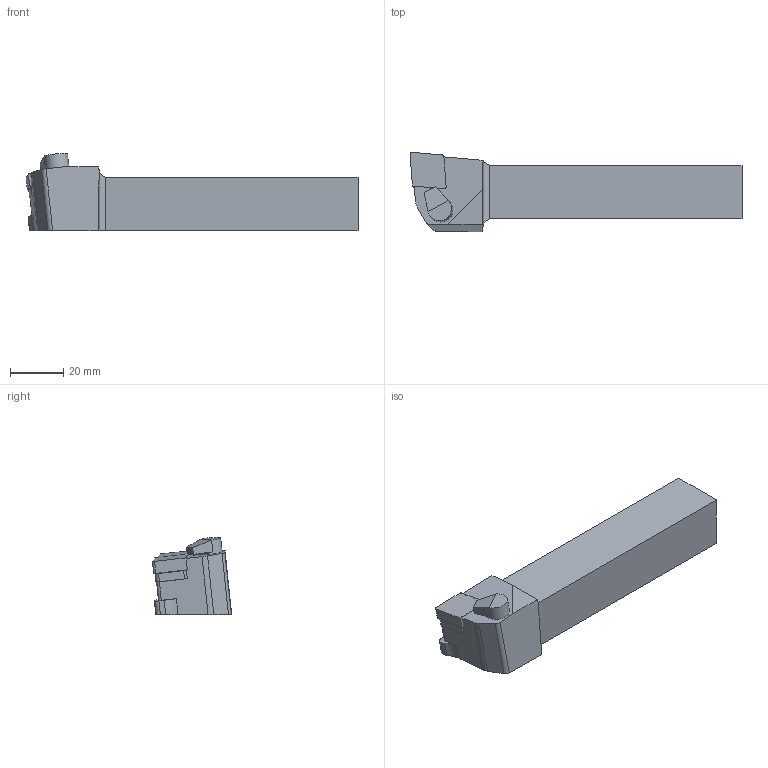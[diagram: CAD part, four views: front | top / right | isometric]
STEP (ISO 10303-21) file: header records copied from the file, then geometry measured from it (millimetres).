
FILE_DESCRIPTION(/* description */ (''),/* implementation_level */ '2;1');
FILE_NAME(/* name */ 'PCLNL-2020-K12-H.stp',/* time_stamp */ '2023-10-02T15:13:08+03:00',/* author */ (''),/* organization */ (''),/* preprocessor_version */ 'ST-DEVELOPER v19.4',/* originating_system */ 'SIEMENS PLM Software NX2306.3001',/* authorisation */ '');
FILE_SCHEMA (('AUTOMOTIVE_DESIGN { 1 0 10303 214 3 1 1 1 }'));
Length unit declared in the file: millimetre
Products named in the file (1): PCLNR-2020-K12-H
Bounding box: 125 x 29.85 x 29.07 mm (x, y, z)
Volume: 53742 mm3; surface area: 12097.5 mm2
Topology: 2 solids, 3 shells, 72 faces, 188 edges, 123 vertices
Faces by surface type: plane 50, cylinder 17, cone 3, bspline 2
Full cylindrical faces by diameter (mm): 3.8 x1
Entity records: 2297 total; most frequent: CARTESIAN_POINT 459, ORIENTED_EDGE 366, DIRECTION 348, EDGE_CURVE 183, LINE 128, VECTOR 128, VERTEX_POINT 121, AXIS2_PLACEMENT_3D 110
